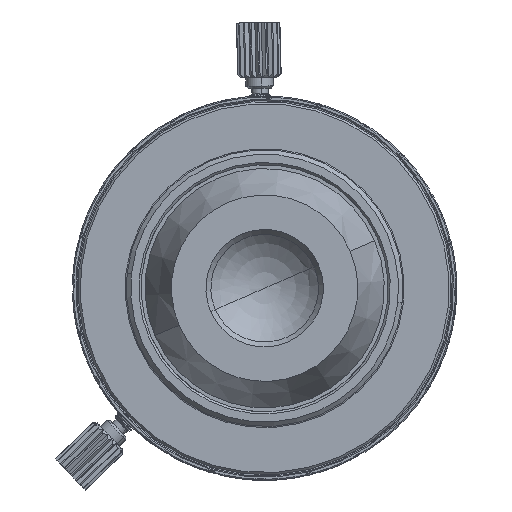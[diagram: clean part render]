
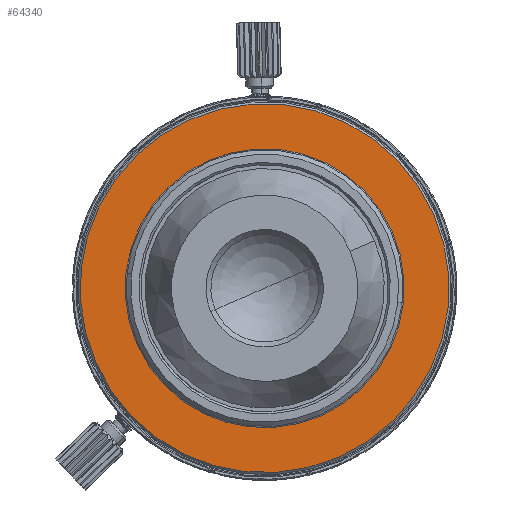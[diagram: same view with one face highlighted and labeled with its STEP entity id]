
A CAD part, front view. The second image highlights one B-rep face of the part: STEP entity #64340.
In plain terms, the highlighted planar face has unit normal (0, -1, 0).
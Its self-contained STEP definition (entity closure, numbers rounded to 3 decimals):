
#63936 = VERTEX_POINT('',#63937);
#63937 = CARTESIAN_POINT('',(-16.8,-0.252,0.)
  );
#63943 = EDGE_CURVE('',#63936,#63944,#63946,.T.);
#63944 = VERTEX_POINT('',#63945);
#63945 = CARTESIAN_POINT('',(0.,-0.252,16.8));
#63946 = CIRCLE('',#63947,16.8);
#63947 = AXIS2_PLACEMENT_3D('',#63948,#63949,#63950);
#63948 = CARTESIAN_POINT('',(0.,-0.252,0.));
#63949 = DIRECTION('',(0.,1.,0.));
#63950 = DIRECTION('',(-1.,0.,0.));
#63952 = EDGE_CURVE('',#63944,#63953,#63955,.T.);
#63953 = VERTEX_POINT('',#63954);
#63954 = CARTESIAN_POINT('',(16.8,-0.252,0.));
#63955 = CIRCLE('',#63956,16.8);
#63956 = AXIS2_PLACEMENT_3D('',#63957,#63958,#63959);
#63957 = CARTESIAN_POINT('',(0.,-0.252,0.));
#63958 = DIRECTION('',(0.,1.,0.));
#63959 = DIRECTION('',(0.,-0.,1.));
#63978 = EDGE_CURVE('',#63953,#63979,#63981,.T.);
#63979 = VERTEX_POINT('',#63980);
#63980 = CARTESIAN_POINT('',(0.,-0.252,-16.8));
#63981 = CIRCLE('',#63982,16.8);
#63982 = AXIS2_PLACEMENT_3D('',#63983,#63984,#63985);
#63983 = CARTESIAN_POINT('',(0.,-0.252,
    0.));
#63984 = DIRECTION('',(-0.,1.,0.));
#63985 = DIRECTION('',(1.,0.,0.));
#63987 = EDGE_CURVE('',#63979,#63936,#63988,.T.);
#63988 = CIRCLE('',#63989,16.8);
#63989 = AXIS2_PLACEMENT_3D('',#63990,#63991,#63992);
#63990 = CARTESIAN_POINT('',(0.,-0.252,
    0.));
#63991 = DIRECTION('',(0.,1.,0.));
#63992 = DIRECTION('',(0.,0.,-1.));
#64340 = ADVANCED_FACE('',(#64341,#64347),#64367,.F.);
#64341 = FACE_BOUND('',#64342,.F.);
#64342 = EDGE_LOOP('',(#64343,#64344,#64345,#64346));
#64343 = ORIENTED_EDGE('',*,*,#63978,.T.);
#64344 = ORIENTED_EDGE('',*,*,#63987,.T.);
#64345 = ORIENTED_EDGE('',*,*,#63943,.T.);
#64346 = ORIENTED_EDGE('',*,*,#63952,.T.);
#64347 = FACE_BOUND('',#64348,.F.);
#64348 = EDGE_LOOP('',(#64349,#64360));
#64349 = ORIENTED_EDGE('',*,*,#64350,.T.);
#64350 = EDGE_CURVE('',#64351,#64353,#64355,.T.);
#64351 = VERTEX_POINT('',#64352);
#64352 = CARTESIAN_POINT('',(-12.2,-0.252,0.));
#64353 = VERTEX_POINT('',#64354);
#64354 = CARTESIAN_POINT('',(12.2,-0.252,0.));
#64355 = CIRCLE('',#64356,12.2);
#64356 = AXIS2_PLACEMENT_3D('',#64357,#64358,#64359);
#64357 = CARTESIAN_POINT('',(0.,-0.252,0.));
#64358 = DIRECTION('',(0.,-1.,0.));
#64359 = DIRECTION('',(-1.,0.,0.));
#64360 = ORIENTED_EDGE('',*,*,#64361,.T.);
#64361 = EDGE_CURVE('',#64353,#64351,#64362,.T.);
#64362 = CIRCLE('',#64363,12.2);
#64363 = AXIS2_PLACEMENT_3D('',#64364,#64365,#64366);
#64364 = CARTESIAN_POINT('',(0.,-0.252,0.));
#64365 = DIRECTION('',(0.,-1.,0.));
#64366 = DIRECTION('',(1.,0.,0.));
#64367 = PLANE('',#64368);
#64368 = AXIS2_PLACEMENT_3D('',#64369,#64370,#64371);
#64369 = CARTESIAN_POINT('',(0.,-0.252,0.));
#64370 = DIRECTION('',(0.,1.,0.));
#64371 = DIRECTION('',(1.,0.,0.));
